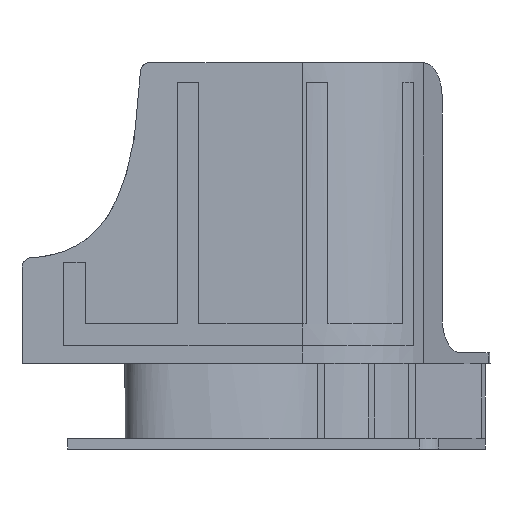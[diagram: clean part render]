
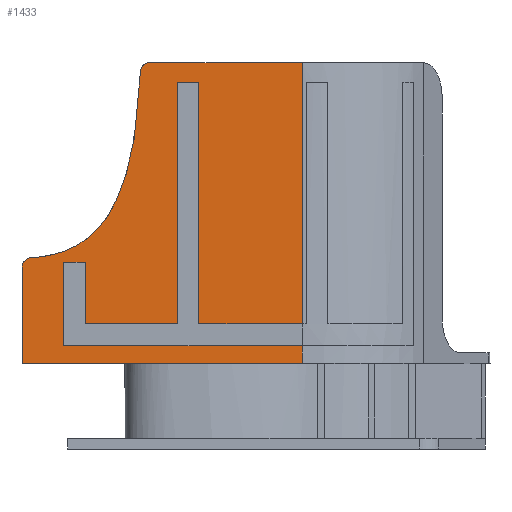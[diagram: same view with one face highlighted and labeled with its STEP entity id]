
A CAD part, top view. The second image highlights one B-rep face of the part: STEP entity #1433.
In plain terms, the highlighted planar face has unit normal (0, 0, 1).
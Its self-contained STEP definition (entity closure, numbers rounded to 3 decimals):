
#42=(
BOUNDED_CURVE()
B_SPLINE_CURVE(5,(#3040,#3041,#3042,#3043,#3044,#3045,#3046,#3047,#3048,
#3049),.UNSPECIFIED.,.F.,.F.)
B_SPLINE_CURVE_WITH_KNOTS((6,1,1,1,1,6),(-0.955,-0.8,-0.6,-0.4,
-0.2,-0.028),.UNSPECIFIED.)
CURVE()
GEOMETRIC_REPRESENTATION_ITEM()
RATIONAL_B_SPLINE_CURVE((1.,1.,1.,1.,1.,1.,1.,1.,1.,1.))
REPRESENTATION_ITEM('')
);
#67=B_SPLINE_CURVE_WITH_KNOTS('',3,(#3032,#3033,#3034,#3035,#3036,#3037,
#3038),.UNSPECIFIED.,.F.,.F.,(4,3,4),(0.,0.191,0.334),
 .UNSPECIFIED.);
#68=B_SPLINE_CURVE_WITH_KNOTS('',3,(#3051,#3052,#3053,#3054,#3055,#3056,
#3057,#3058,#3059,#3060),.UNSPECIFIED.,.F.,.F.,(4,2,2,2,4),(0.,0.079,
0.161,0.249,0.339),.UNSPECIFIED.);
#115=FACE_OUTER_BOUND('',#191,.T.);
#191=EDGE_LOOP('',(#1100,#1101,#1102,#1103,#1104,#1105,#1106,#1107,#1108,
#1109,#1110,#1111,#1112,#1113,#1114,#1115,#1116));
#313=LINE('',#2635,#461);
#322=LINE('',#2974,#470);
#326=LINE('',#2982,#474);
#329=LINE('',#2988,#477);
#332=LINE('',#2994,#480);
#335=LINE('',#3000,#483);
#338=LINE('',#3006,#486);
#341=LINE('',#3012,#489);
#347=LINE('',#3024,#495);
#348=LINE('',#3026,#496);
#349=LINE('',#3028,#497);
#350=LINE('',#3030,#498);
#351=LINE('',#3061,#499);
#352=LINE('',#3062,#500);
#461=VECTOR('',#1698,10.);
#470=VECTOR('',#1715,10.);
#474=VECTOR('',#1721,10.);
#477=VECTOR('',#1726,10.);
#480=VECTOR('',#1731,10.);
#483=VECTOR('',#1736,10.);
#486=VECTOR('',#1741,10.);
#489=VECTOR('',#1746,10.);
#495=VECTOR('',#1756,10.);
#496=VECTOR('',#1757,10.);
#497=VECTOR('',#1758,10.);
#498=VECTOR('',#1759,10.);
#499=VECTOR('',#1760,10.);
#500=VECTOR('',#1761,10.);
#619=VERTEX_POINT('',#2632);
#620=VERTEX_POINT('',#2634);
#632=VERTEX_POINT('',#2972);
#633=VERTEX_POINT('',#2973);
#636=VERTEX_POINT('',#2981);
#638=VERTEX_POINT('',#2987);
#640=VERTEX_POINT('',#2993);
#642=VERTEX_POINT('',#2999);
#644=VERTEX_POINT('',#3005);
#646=VERTEX_POINT('',#3011);
#650=VERTEX_POINT('',#3023);
#651=VERTEX_POINT('',#3025);
#652=VERTEX_POINT('',#3027);
#653=VERTEX_POINT('',#3029);
#654=VERTEX_POINT('',#3031);
#655=VERTEX_POINT('',#3039);
#656=VERTEX_POINT('',#3050);
#781=EDGE_CURVE('',#620,#619,#313,.T.);
#797=EDGE_CURVE('',#632,#633,#322,.T.);
#801=EDGE_CURVE('',#633,#636,#326,.T.);
#804=EDGE_CURVE('',#636,#638,#329,.T.);
#807=EDGE_CURVE('',#638,#640,#332,.T.);
#810=EDGE_CURVE('',#640,#642,#335,.T.);
#813=EDGE_CURVE('',#642,#644,#338,.T.);
#816=EDGE_CURVE('',#644,#646,#341,.T.);
#822=EDGE_CURVE('',#650,#632,#347,.T.);
#823=EDGE_CURVE('',#646,#651,#348,.T.);
#824=EDGE_CURVE('',#651,#652,#349,.T.);
#825=EDGE_CURVE('',#653,#652,#350,.T.);
#826=EDGE_CURVE('',#654,#653,#67,.T.);
#827=EDGE_CURVE('',#654,#655,#42,.T.);
#828=EDGE_CURVE('',#656,#655,#68,.T.);
#829=EDGE_CURVE('',#620,#656,#351,.T.);
#830=EDGE_CURVE('',#619,#650,#352,.T.);
#1100=ORIENTED_EDGE('',*,*,#822,.T.);
#1101=ORIENTED_EDGE('',*,*,#797,.T.);
#1102=ORIENTED_EDGE('',*,*,#801,.T.);
#1103=ORIENTED_EDGE('',*,*,#804,.T.);
#1104=ORIENTED_EDGE('',*,*,#807,.T.);
#1105=ORIENTED_EDGE('',*,*,#810,.T.);
#1106=ORIENTED_EDGE('',*,*,#813,.T.);
#1107=ORIENTED_EDGE('',*,*,#816,.T.);
#1108=ORIENTED_EDGE('',*,*,#823,.T.);
#1109=ORIENTED_EDGE('',*,*,#824,.T.);
#1110=ORIENTED_EDGE('',*,*,#825,.F.);
#1111=ORIENTED_EDGE('',*,*,#826,.F.);
#1112=ORIENTED_EDGE('',*,*,#827,.T.);
#1113=ORIENTED_EDGE('',*,*,#828,.F.);
#1114=ORIENTED_EDGE('',*,*,#829,.F.);
#1115=ORIENTED_EDGE('',*,*,#781,.T.);
#1116=ORIENTED_EDGE('',*,*,#830,.T.);
#1376=PLANE('',#1532);
#1433=ADVANCED_FACE('',(#115),#1376,.T.);
#1532=AXIS2_PLACEMENT_3D('',#3022,#1754,#1755);
#1698=DIRECTION('',(1.,0.,0.));
#1715=DIRECTION('',(0.,1.,0.));
#1721=DIRECTION('',(1.,0.,0.));
#1726=DIRECTION('',(0.,-1.,0.));
#1731=DIRECTION('',(1.,0.,0.));
#1736=DIRECTION('',(0.,1.,0.));
#1741=DIRECTION('',(1.,0.,0.));
#1746=DIRECTION('',(0.,-1.,0.));
#1754=DIRECTION('center_axis',(0.,0.,1.));
#1755=DIRECTION('ref_axis',(1.,0.,0.));
#1756=DIRECTION('',(-1.,0.,0.));
#1757=DIRECTION('',(1.,0.,0.));
#1758=DIRECTION('',(0.,1.,0.));
#1759=DIRECTION('',(1.,0.,0.));
#1760=DIRECTION('',(0.,1.,0.));
#1761=DIRECTION('',(0.,1.,0.));
#2632=CARTESIAN_POINT('',(30.633,0.,51.196));
#2634=CARTESIAN_POINT('',(-33.217,0.,51.196));
#2635=CARTESIAN_POINT('',(-33.217,0.,51.196));
#2972=CARTESIAN_POINT('',(-23.717,4.,51.196));
#2973=CARTESIAN_POINT('',(-23.717,23.,51.196));
#2974=CARTESIAN_POINT('',(-23.717,11.5,51.196));
#2981=CARTESIAN_POINT('',(-18.817,23.,51.196));
#2982=CARTESIAN_POINT('',(-26.017,23.,51.196));
#2987=CARTESIAN_POINT('',(-18.817,9.,51.196));
#2988=CARTESIAN_POINT('',(-18.817,4.5,51.196));
#2993=CARTESIAN_POINT('',(2.183,9.,51.196));
#2994=CARTESIAN_POINT('',(-15.517,9.,51.196));
#2999=CARTESIAN_POINT('',(2.183,64.,51.196));
#3000=CARTESIAN_POINT('',(2.183,32.,51.196));
#3005=CARTESIAN_POINT('',(7.083,64.,51.196));
#3006=CARTESIAN_POINT('',(-13.067,64.,51.196));
#3011=CARTESIAN_POINT('',(7.083,9.,51.196));
#3012=CARTESIAN_POINT('',(7.083,4.5,51.196));
#3022=CARTESIAN_POINT('Origin',(-33.217,0.,51.196));
#3023=CARTESIAN_POINT('',(30.633,4.,51.196));
#3024=CARTESIAN_POINT('',(-28.467,4.,51.196));
#3025=CARTESIAN_POINT('',(30.633,9.,51.196));
#3026=CARTESIAN_POINT('',(-1.292,9.,51.196));
#3027=CARTESIAN_POINT('',(30.633,68.5,51.196));
#3028=CARTESIAN_POINT('',(30.633,0.,51.196));
#3029=CARTESIAN_POINT('',(-4.093,68.5,51.196));
#3030=CARTESIAN_POINT('',(-33.217,68.5,51.196));
#3031=CARTESIAN_POINT('',(-6.242,66.4,51.196));
#3032=CARTESIAN_POINT('Ctrl Pts',(-6.242,66.4,51.196));
#3033=CARTESIAN_POINT('Ctrl Pts',(-6.227,67.033,51.196));
#3034=CARTESIAN_POINT('Ctrl Pts',(-5.914,67.654,51.196));
#3035=CARTESIAN_POINT('Ctrl Pts',(-5.417,68.044,51.196));
#3036=CARTESIAN_POINT('Ctrl Pts',(-5.044,68.337,51.196));
#3037=CARTESIAN_POINT('Ctrl Pts',(-4.568,68.5,51.196));
#3038=CARTESIAN_POINT('Ctrl Pts',(-4.093,68.5,51.196));
#3039=CARTESIAN_POINT('',(-31.038,24.063,51.196));
#3040=CARTESIAN_POINT('Ctrl Pts',(-6.242,66.4,51.196));
#3041=CARTESIAN_POINT('Ctrl Pts',(-6.277,64.912,51.196));
#3042=CARTESIAN_POINT('Ctrl Pts',(-6.424,61.345,51.196));
#3043=CARTESIAN_POINT('Ctrl Pts',(-6.906,55.222,51.196));
#3044=CARTESIAN_POINT('Ctrl Pts',(-8.196,46.075,51.196));
#3045=CARTESIAN_POINT('Ctrl Pts',(-11.553,35.11,51.196));
#3046=CARTESIAN_POINT('Ctrl Pts',(-17.009,28.096,51.196));
#3047=CARTESIAN_POINT('Ctrl Pts',(-23.263,25.078,51.196));
#3048=CARTESIAN_POINT('Ctrl Pts',(-28.418,24.219,51.196));
#3049=CARTESIAN_POINT('Ctrl Pts',(-31.038,24.063,51.196));
#3050=CARTESIAN_POINT('',(-33.217,21.9,51.196));
#3051=CARTESIAN_POINT('Ctrl Pts',(-33.217,21.9,51.196));
#3052=CARTESIAN_POINT('Ctrl Pts',(-33.217,22.162,51.196));
#3053=CARTESIAN_POINT('Ctrl Pts',(-33.166,22.421,51.196));
#3054=CARTESIAN_POINT('Ctrl Pts',(-32.964,22.918,51.196));
#3055=CARTESIAN_POINT('Ctrl Pts',(-32.813,23.148,51.196));
#3056=CARTESIAN_POINT('Ctrl Pts',(-32.419,23.557,51.196));
#3057=CARTESIAN_POINT('Ctrl Pts',(-32.176,23.727,51.196));
#3058=CARTESIAN_POINT('Ctrl Pts',(-31.634,23.973,51.196));
#3059=CARTESIAN_POINT('Ctrl Pts',(-31.339,24.045,51.196));
#3060=CARTESIAN_POINT('Ctrl Pts',(-31.038,24.063,51.196));
#3061=CARTESIAN_POINT('',(-33.217,0.,51.196));
#3062=CARTESIAN_POINT('',(30.633,0.,51.196));
